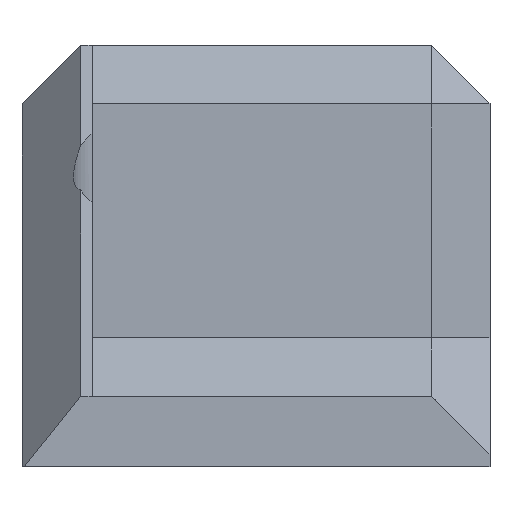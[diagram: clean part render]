
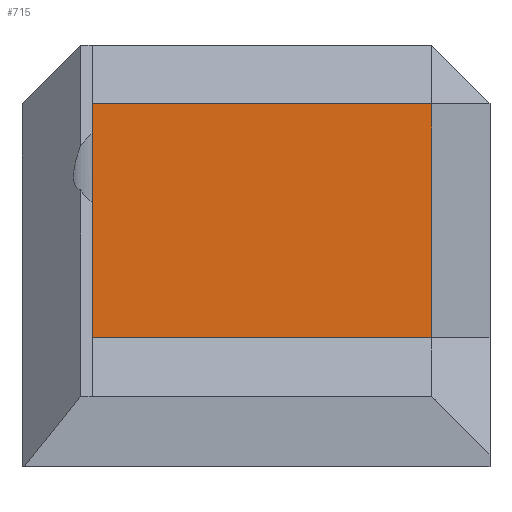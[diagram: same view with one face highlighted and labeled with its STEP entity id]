
A CAD part, left-side view. The second image highlights one B-rep face of the part: STEP entity #715.
In plain terms, the highlighted planar face has unit normal (-1, 0, 0).
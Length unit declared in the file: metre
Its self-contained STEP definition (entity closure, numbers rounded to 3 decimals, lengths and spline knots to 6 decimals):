
#106=ORIENTED_EDGE('',*,*,#291,.T.);
#107=ORIENTED_EDGE('',*,*,#292,.T.);
#108=ORIENTED_EDGE('',*,*,#293,.T.);
#109=ORIENTED_EDGE('',*,*,#294,.T.);
#291=EDGE_CURVE('',#381,#382,#444,.T.);
#292=EDGE_CURVE('',#382,#383,#445,.T.);
#293=EDGE_CURVE('',#383,#384,#446,.T.);
#294=EDGE_CURVE('',#384,#381,#447,.T.);
#381=VERTEX_POINT('',#1145);
#382=VERTEX_POINT('',#1146);
#383=VERTEX_POINT('',#1148);
#384=VERTEX_POINT('',#1150);
#444=LINE('',#1144,#526);
#445=LINE('',#1147,#527);
#446=LINE('',#1149,#528);
#447=LINE('',#1151,#529);
#526=VECTOR('',#915,1.);
#527=VECTOR('',#916,1.);
#528=VECTOR('',#917,1.);
#529=VECTOR('',#918,1.);
#576=EDGE_LOOP('',(#106,#107,#108,#109));
#631=FACE_BOUND('',#576,.T.);
#676=PLANE('',#780);
#715=ADVANCED_FACE('',(#631),#676,.T.);
#780=AXIS2_PLACEMENT_3D('',#1143,#913,#914);
#913=DIRECTION('',(-1.,0.,0.));
#914=DIRECTION('',(0.,0.,1.));
#915=DIRECTION('',(0.,0.,-1.));
#916=DIRECTION('',(0.,-1.,0.));
#917=DIRECTION('',(0.,0.,1.));
#918=DIRECTION('',(0.,1.,0.));
#1143=CARTESIAN_POINT('',(0.01,0.,0.018));
#1144=CARTESIAN_POINT('',(0.01,0.007,0.018));
#1145=CARTESIAN_POINT('',(0.01,0.007,0.0155));
#1146=CARTESIAN_POINT('',(0.01,0.007,0.0055));
#1147=CARTESIAN_POINT('',(0.01,-0.01,0.0055));
#1148=CARTESIAN_POINT('',(0.01,-0.0075,0.0055));
#1149=CARTESIAN_POINT('',(0.01,-0.0075,0.018));
#1150=CARTESIAN_POINT('',(0.01,-0.0075,0.0155));
#1151=CARTESIAN_POINT('',(0.01,0.,0.0155));
